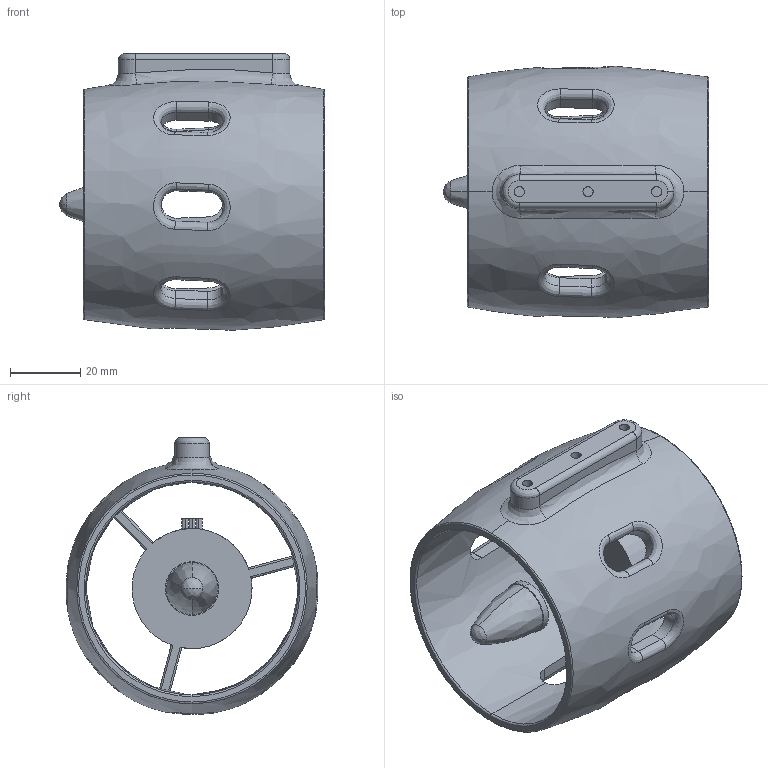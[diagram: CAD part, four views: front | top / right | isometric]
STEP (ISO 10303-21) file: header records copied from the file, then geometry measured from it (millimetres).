
FILE_DESCRIPTION(('FreeCAD Model'),'2;1');
FILE_NAME('Open CASCADE Shape Model','2025-05-03T07:24:39',('FreeCAD'),( 'FreeCAD'),'Open CASCADE STEP processor 7.6','FreeCAD','Unknown');
FILE_SCHEMA(('AUTOMOTIVE_DESIGN { 1 0 10303 214 1 1 1 1 }'));
Length unit declared in the file: millimetre
Products named in the file (1): Open CASCADE STEP translator 7.6 1
Bounding box: 75.42 x 71.61 x 78.73 mm (x, y, z)
Volume: 92036.8 mm3; surface area: 36851.7 mm2
Topology: 2 solids, 2 shells, 147 faces, 374 edges, 232 vertices
Faces by surface type: bspline 147
Entity records: 8503 total; most frequent: CARTESIAN_POINT 6376, ORIENTED_EDGE 748, EDGE_CURVE 374, B_SPLINE_CURVE_WITH_KNOTS 233, VERTEX_POINT 232, FACE_BOUND 168, EDGE_LOOP 168, ADVANCED_FACE 147
